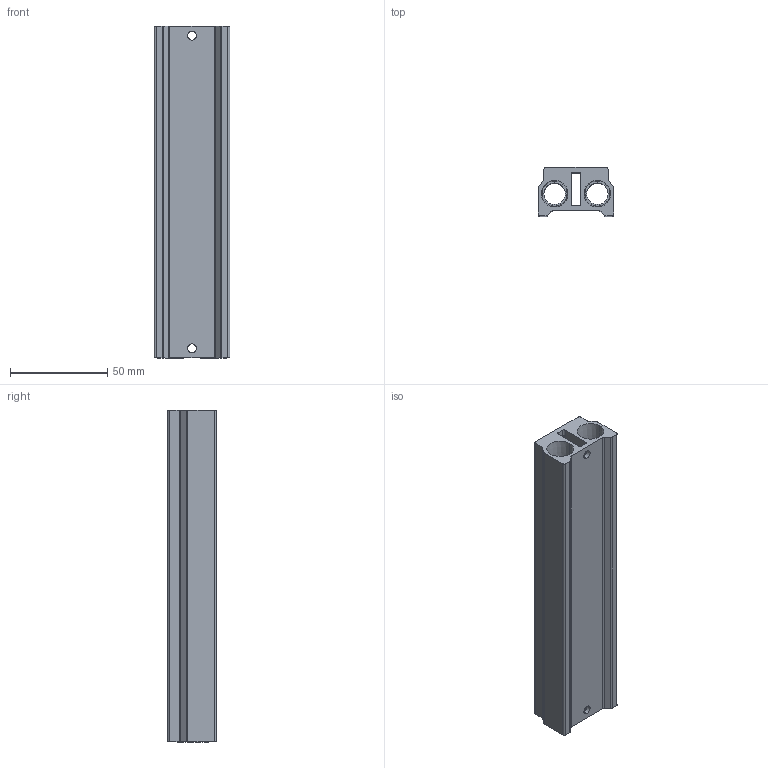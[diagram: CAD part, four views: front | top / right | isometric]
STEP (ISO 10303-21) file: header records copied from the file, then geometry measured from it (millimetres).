
FILE_DESCRIPTION (( 'STEP AP214' ), '1' );
FILE_NAME ('AM-318.step', '2019-02-19T16:23:05', ( '' ), ( '' ), 'SwSTEP 2.0', 'SolidWorks 2018', '' );
FILE_SCHEMA (( 'AUTOMOTIVE_DESIGN' ));
Length unit declared in the file: millimetre
Products named in the file (1): AM-318
Bounding box: 39 x 25 x 171 mm (x, y, z)
Volume: 87122.1 mm3; surface area: 44946.2 mm2
Topology: 1 solids, 1 shells, 210 faces, 608 edges, 368 vertices
Faces by surface type: cylinder 110, cone 66, plane 26, bspline 8
Entity records: 8686 total; most frequent: CARTESIAN_POINT 2927, ORIENTED_EDGE 1152, DIRECTION 1106, EDGE_CURVE 576, AXIS2_PLACEMENT_3D 439, VERTEX_POINT 368, EDGE_LOOP 256, CIRCLE 236
